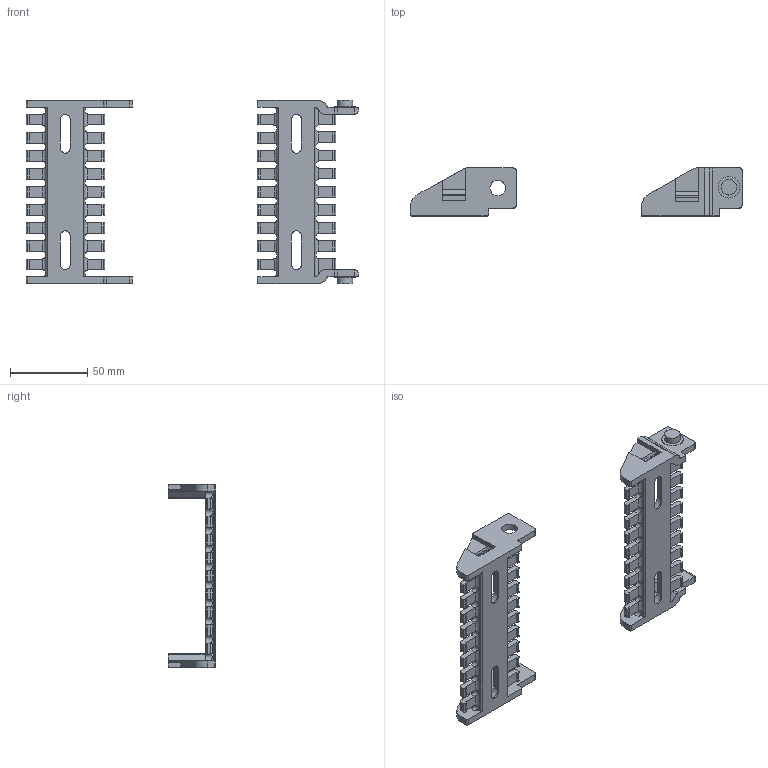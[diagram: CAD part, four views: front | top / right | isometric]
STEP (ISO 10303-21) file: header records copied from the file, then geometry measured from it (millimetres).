
FILE_DESCRIPTION (( 'STEP AP214' ), '1' );
FILE_NAME ('CDC-KAZ-10X40.STEP', '2025-04-03T17:55:57', ( '' ), ( '' ), 'SwSTEP 2.0', 'SolidWorks 2024', '' );
FILE_SCHEMA (( 'AUTOMOTIVE_DESIGN' ));
Length unit declared in the file: millimetre
Products named in the file (1): CDC-KAZ-10X40
Bounding box: 215.5 x 31 x 119.4 mm (x, y, z)
Volume: 69108.1 mm3; surface area: 40979.6 mm2
Topology: 2 solids, 2 shells, 643 faces, 1931 edges, 1264 vertices
Faces by surface type: plane 330, cylinder 277, sphere 36
Full cylindrical faces by diameter (mm): 10.1 x2, 10.2 x2, 14 x2
Entity records: 25827 total; most frequent: CARTESIAN_POINT 8597, ORIENTED_EDGE 3706, DIRECTION 3547, EDGE_CURVE 1853, VERTEX_POINT 1228, LINE 1219, VECTOR 1219, AXIS2_PLACEMENT_3D 1164
